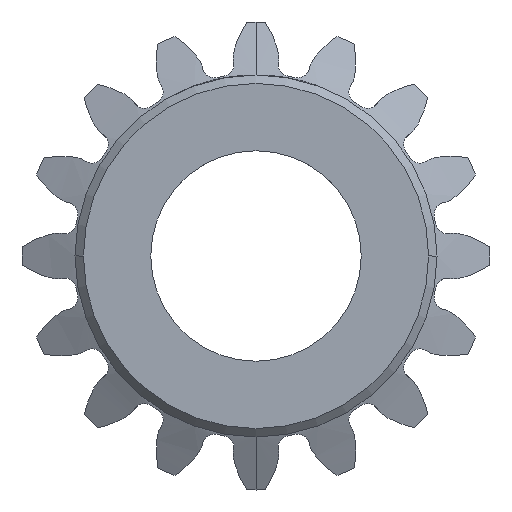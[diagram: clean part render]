
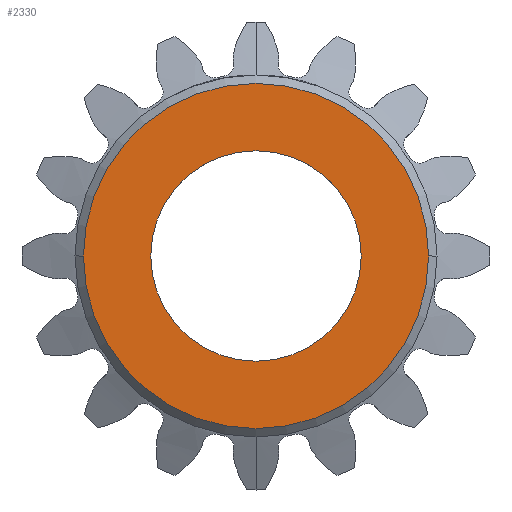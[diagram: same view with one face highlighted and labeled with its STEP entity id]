
A CAD part, front view. The second image highlights one B-rep face of the part: STEP entity #2330.
In plain terms, the highlighted planar face has unit normal (0, -1, 0).
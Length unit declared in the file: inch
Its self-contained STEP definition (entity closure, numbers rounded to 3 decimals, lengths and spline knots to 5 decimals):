
#260 = CIRCLE ( 'NONE', #6001, 0.125 ) ;
#397 = CARTESIAN_POINT ( 'NONE',  ( -0.205, -0.25372, 0. ) ) ;
#416 = DIRECTION ( 'NONE',  ( 0., 1., 0. ) ) ;
#568 = DIRECTION ( 'NONE',  ( 0., 1., 0. ) ) ;
#570 = EDGE_LOOP ( 'NONE', ( #6364, #1419 ) ) ;
#984 = EDGE_CURVE ( 'NONE', #6280, #7548, #260, .T. ) ;
#1362 = CARTESIAN_POINT ( 'NONE',  ( 0., -0.25372, 0. ) ) ;
#1419 = ORIENTED_EDGE ( 'NONE', *, *, #984, .T. ) ;
#1486 = EDGE_CURVE ( 'NONE', #3107, #4883, #2121, .T. ) ;
#2019 = DIRECTION ( 'NONE',  ( 0., 0., 1. ) ) ;
#2121 = CIRCLE ( 'NONE', #4595, 0.205 ) ;
#2330 = ADVANCED_FACE ( 'NONE', ( #6502, #3165 ), #3763, .F. ) ;
#2479 = CARTESIAN_POINT ( 'NONE',  ( 0., -0.25372, 0.125 ) ) ;
#2687 = CARTESIAN_POINT ( 'NONE',  ( 0., -0.25372, 0. ) ) ;
#2757 = CARTESIAN_POINT ( 'NONE',  ( 0., -0.25372, 0. ) ) ;
#2758 = AXIS2_PLACEMENT_3D ( 'NONE', #7315, #3556, #7925 ) ;
#3107 = VERTEX_POINT ( 'NONE', #6206 ) ;
#3139 = CIRCLE ( 'NONE', #2758, 0.205 ) ;
#3165 = FACE_BOUND ( 'NONE', #570, .T. ) ;
#3320 = DIRECTION ( 'NONE',  ( -1., 0., 0. ) ) ;
#3556 = DIRECTION ( 'NONE',  ( 0., -1., 0. ) ) ;
#3763 = PLANE ( 'NONE',  #4439 ) ;
#4439 = AXIS2_PLACEMENT_3D ( 'NONE', #7519, #568, #5018 ) ;
#4595 = AXIS2_PLACEMENT_3D ( 'NONE', #2687, #7071, #3320 ) ;
#4615 = CIRCLE ( 'NONE', #5268, 0.125 ) ;
#4883 = VERTEX_POINT ( 'NONE', #397 ) ;
#5018 = DIRECTION ( 'NONE',  ( -1., 0., 0. ) ) ;
#5033 = DIRECTION ( 'NONE',  ( 0., 0., 1. ) ) ;
#5268 = AXIS2_PLACEMENT_3D ( 'NONE', #1362, #5761, #2019 ) ;
#5589 = ORIENTED_EDGE ( 'NONE', *, *, #1486, .T. ) ;
#5761 = DIRECTION ( 'NONE',  ( 0., 1., 0. ) ) ;
#6001 = AXIS2_PLACEMENT_3D ( 'NONE', #2757, #416, #5033 ) ;
#6206 = CARTESIAN_POINT ( 'NONE',  ( 0.205, -0.25372, 0. ) ) ;
#6280 = VERTEX_POINT ( 'NONE', #7400 ) ;
#6364 = ORIENTED_EDGE ( 'NONE', *, *, #8145, .T. ) ;
#6502 = FACE_OUTER_BOUND ( 'NONE', #6674, .T. ) ;
#6674 = EDGE_LOOP ( 'NONE', ( #7319, #5589 ) ) ;
#7071 = DIRECTION ( 'NONE',  ( 0., -1., 0. ) ) ;
#7315 = CARTESIAN_POINT ( 'NONE',  ( 0., -0.25372, 0. ) ) ;
#7319 = ORIENTED_EDGE ( 'NONE', *, *, #8028, .T. ) ;
#7400 = CARTESIAN_POINT ( 'NONE',  ( 0., -0.25372, -0.125 ) ) ;
#7519 = CARTESIAN_POINT ( 'NONE',  ( -0.215, -0.25372, -0.27863 ) ) ;
#7548 = VERTEX_POINT ( 'NONE', #2479 ) ;
#7925 = DIRECTION ( 'NONE',  ( -1., 0., 0. ) ) ;
#8028 = EDGE_CURVE ( 'NONE', #4883, #3107, #3139, .T. ) ;
#8145 = EDGE_CURVE ( 'NONE', #7548, #6280, #4615, .T. ) ;
